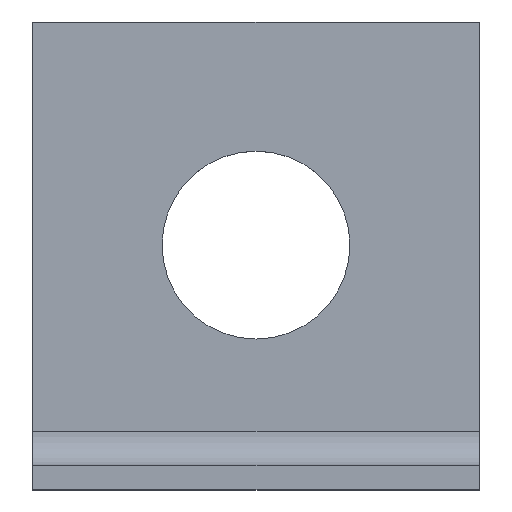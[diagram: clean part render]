
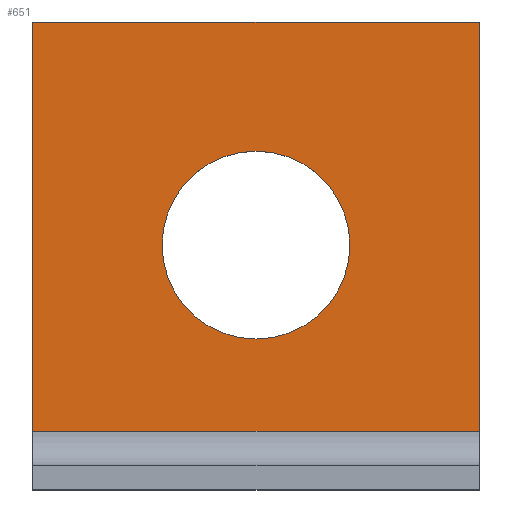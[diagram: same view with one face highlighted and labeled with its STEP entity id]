
A CAD part, top view. The second image highlights one B-rep face of the part: STEP entity #651.
In plain terms, the highlighted planar face has unit normal (0, 0, 1).
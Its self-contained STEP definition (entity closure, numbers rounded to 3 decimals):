
#21 = ORIENTED_EDGE ( 'NONE', *, *, #730, .F. ) ;
#46 = VECTOR ( 'NONE', #747, 1000. ) ;
#57 = VECTOR ( 'NONE', #563, 1000. ) ;
#69 = DIRECTION ( 'NONE',  ( 0., 0., 1. ) ) ;
#126 = DIRECTION ( 'NONE',  ( 0., 1., 0. ) ) ;
#133 = CARTESIAN_POINT ( 'NONE',  ( 0., -17.642, -17.358 ) ) ;
#141 = LINE ( 'NONE', #969, #57 ) ;
#185 = CARTESIAN_POINT ( 'NONE',  ( 0., 18.858, -17.358 ) ) ;
#187 = VERTEX_POINT ( 'NONE', #885 ) ;
#260 = EDGE_CURVE ( 'NONE', #1045, #187, #141, .T. ) ;
#267 = ORIENTED_EDGE ( 'NONE', *, *, #837, .T. ) ;
#270 = ORIENTED_EDGE ( 'NONE', *, *, #260, .T. ) ;
#291 = LINE ( 'NONE', #531, #916 ) ;
#303 = PLANE ( 'NONE',  #647 ) ;
#316 = CARTESIAN_POINT ( 'NONE',  ( 0., 26.858, -17.358 ) ) ;
#344 = VERTEX_POINT ( 'NONE', #899 ) ;
#417 = CARTESIAN_POINT ( 'NONE',  ( -19., 37.858, -17.358 ) ) ;
#433 = VERTEX_POINT ( 'NONE', #417 ) ;
#436 = ORIENTED_EDGE ( 'NONE', *, *, #477, .T. ) ;
#455 = AXIS2_PLACEMENT_3D ( 'NONE', #457, #69, #956 ) ;
#457 = CARTESIAN_POINT ( 'NONE',  ( 0., 18.858, -17.358 ) ) ;
#477 = EDGE_CURVE ( 'NONE', #187, #344, #291, .T. ) ;
#498 = CARTESIAN_POINT ( 'NONE',  ( -19., 37.858, -17.358 ) ) ;
#515 = ORIENTED_EDGE ( 'NONE', *, *, #557, .F. ) ;
#531 = CARTESIAN_POINT ( 'NONE',  ( 19., -35.142, -17.358 ) ) ;
#557 = EDGE_CURVE ( 'NONE', #724, #927, #809, .T. ) ;
#563 = DIRECTION ( 'NONE',  ( 1., 0., 0. ) ) ;
#574 = LINE ( 'NONE', #806, #46 ) ;
#578 = EDGE_LOOP ( 'NONE', ( #21, #515 ) ) ;
#594 = VECTOR ( 'NONE', #980, 1000. ) ;
#609 = DIRECTION ( 'NONE',  ( 0., -1., 0. ) ) ;
#647 = AXIS2_PLACEMENT_3D ( 'NONE', #133, #948, #878 ) ;
#648 = LINE ( 'NONE', #498, #594 ) ;
#651 = ADVANCED_FACE ( 'NONE', ( #803, #861 ), #303, .F. ) ;
#686 = AXIS2_PLACEMENT_3D ( 'NONE', #185, #833, #609 ) ;
#724 = VERTEX_POINT ( 'NONE', #316 ) ;
#730 = EDGE_CURVE ( 'NONE', #927, #724, #935, .T. ) ;
#747 = DIRECTION ( 'NONE',  ( 0., -1., 0. ) ) ;
#803 = FACE_BOUND ( 'NONE', #578, .T. ) ;
#806 = CARTESIAN_POINT ( 'NONE',  ( -19., -35.142, -17.358 ) ) ;
#809 = CIRCLE ( 'NONE', #686, 8. ) ;
#813 = EDGE_CURVE ( 'NONE', #344, #433, #648, .T. ) ;
#832 = CARTESIAN_POINT ( 'NONE',  ( 0., 10.858, -17.358 ) ) ;
#833 = DIRECTION ( 'NONE',  ( 0., 0., 1. ) ) ;
#837 = EDGE_CURVE ( 'NONE', #433, #1045, #574, .T. ) ;
#861 = FACE_OUTER_BOUND ( 'NONE', #1015, .T. ) ;
#877 = CARTESIAN_POINT ( 'NONE',  ( -19., 3., -17.358 ) ) ;
#878 = DIRECTION ( 'NONE',  ( 0., 1., 0. ) ) ;
#881 = ORIENTED_EDGE ( 'NONE', *, *, #813, .T. ) ;
#885 = CARTESIAN_POINT ( 'NONE',  ( 19., 3., -17.358 ) ) ;
#899 = CARTESIAN_POINT ( 'NONE',  ( 19., 37.858, -17.358 ) ) ;
#916 = VECTOR ( 'NONE', #126, 1000. ) ;
#927 = VERTEX_POINT ( 'NONE', #832 ) ;
#935 = CIRCLE ( 'NONE', #455, 8. ) ;
#948 = DIRECTION ( 'NONE',  ( 0., 0., -1. ) ) ;
#956 = DIRECTION ( 'NONE',  ( 0., -1., 0. ) ) ;
#969 = CARTESIAN_POINT ( 'NONE',  ( 0., 3., -17.358 ) ) ;
#980 = DIRECTION ( 'NONE',  ( -1., 0., 0. ) ) ;
#1015 = EDGE_LOOP ( 'NONE', ( #267, #270, #436, #881 ) ) ;
#1045 = VERTEX_POINT ( 'NONE', #877 ) ;
